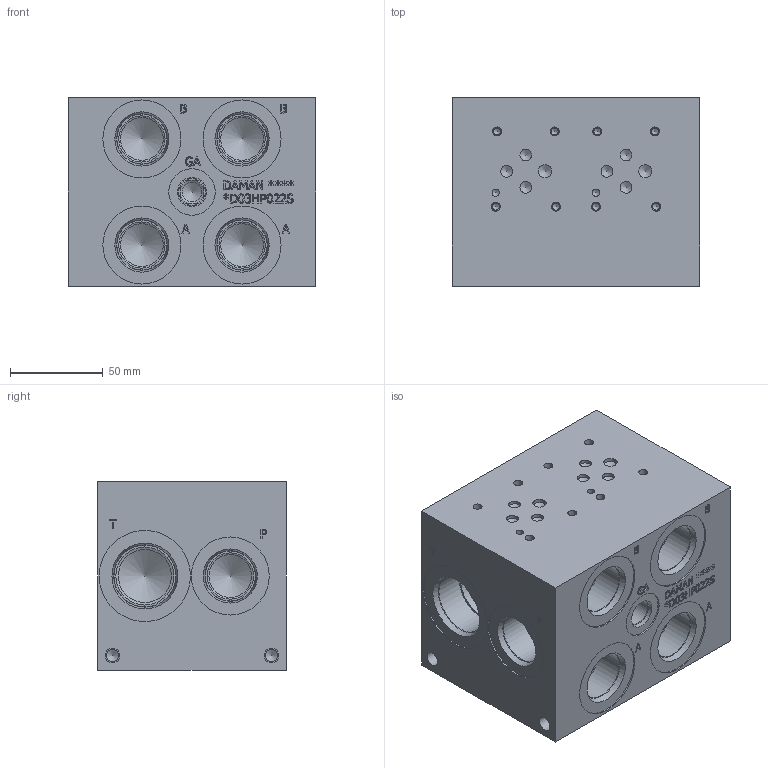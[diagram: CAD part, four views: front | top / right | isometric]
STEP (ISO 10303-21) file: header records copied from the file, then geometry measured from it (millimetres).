
FILE_DESCRIPTION(/* description */ (''),/* implementation_level */ '2;1');
FILE_NAME(/* name */ '_D03HP022S.stp',/* time_stamp */ '2022-10-13T13:59:03-04:00',/* author */ ('bobbyh'),/* organization */ (''),/* preprocessor_version */ 'ST-DEVELOPER v18',/* originating_system */ 'Autodesk Inventor 2020',/* authorisation */ '');
FILE_SCHEMA (('AUTOMOTIVE_DESIGN { 1 0 10303 214 3 1 1 }'));
Length unit declared in the file: millimetre
Products named in the file (1): Part_AD03HP022S_3D
Bounding box: 133.35 x 101.6 x 101.6 mm (x, y, z)
Volume: 1201168 mm3; surface area: 101725.1 mm2
Topology: 1 solids, 1 shells, 663 faces, 1812 edges, 1227 vertices
Faces by surface type: plane 365, bspline 163, cylinder 79, cone 56
Full cylindrical faces by diameter (mm): 3.785 x8, 3.962 x2, 4.826 x8, 6.35 x6, 6.528 x4, 7.137 x2, 7.925 x4, 10.719 x1, 12.9 x1, 14.275 x1, 15.596 x1, 23.012 x6, 24.917 x6, 25.019 x1, 26.99 x6, 27.432 x6, 28.575 x2, 31.267 x2, 33.34 x2, 33.757 x2, 42.037 x6, 49.124 x2
Entity records: 22240 total; most frequent: CARTESIAN_POINT 5791, ORIENTED_EDGE 3562, DIRECTION 2753, EDGE_CURVE 1781, VERTEX_POINT 1227, LINE 1159, VECTOR 1159, AXIS2_PLACEMENT_3D 797
